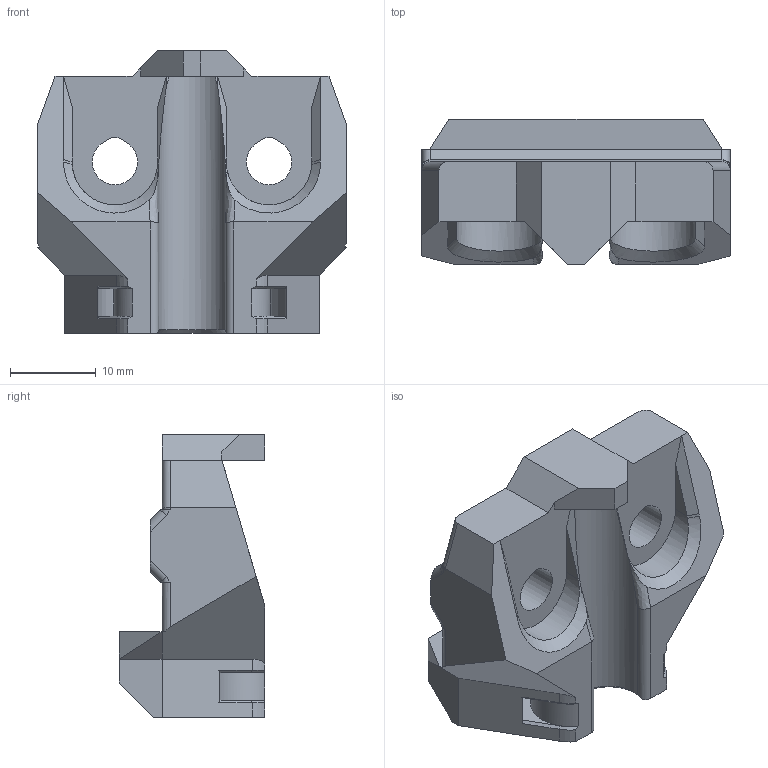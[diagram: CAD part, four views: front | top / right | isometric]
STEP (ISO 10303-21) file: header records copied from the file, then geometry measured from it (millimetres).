
FILE_DESCRIPTION(/* description */ (''),/* implementation_level */ '2;1');
FILE_NAME(/* name */ 'y_rod_holder modded back v2.step',/* time_stamp */ '2021-10-01T13:18:48+02:00',/* author */ (''),/* organization */ (''),/* preprocessor_version */ 'ST-DEVELOPER v18.1',/* originating_system */ 'Autodesk Translation Framework v10.10.0.1391',/* authorisation */ '');
FILE_SCHEMA (('AUTOMOTIVE_DESIGN { 1 0 10303 214 3 1 1 }'));
Length unit declared in the file: millimetre
Products named in the file (2): y_rod_holder modded back; y_rod_holder
Assembly tree (1 placements, depth 2):
  y_rod_holder modded back
    y_rod_holder
Bounding box: 36 x 17 x 33 mm (x, y, z)
Volume: 9603.5 mm3; surface area: 4463.6 mm2
Topology: 1 solids, 11 shells, 158 faces, 394 edges, 252 vertices
Faces by surface type: plane 106, cylinder 35, bspline 12, cone 5
Entity records: 5030 total; most frequent: CARTESIAN_POINT 1238, ORIENTED_EDGE 780, DIRECTION 757, EDGE_CURVE 390, LINE 273, VECTOR 273, VERTEX_POINT 252, AXIS2_PLACEMENT_3D 242
